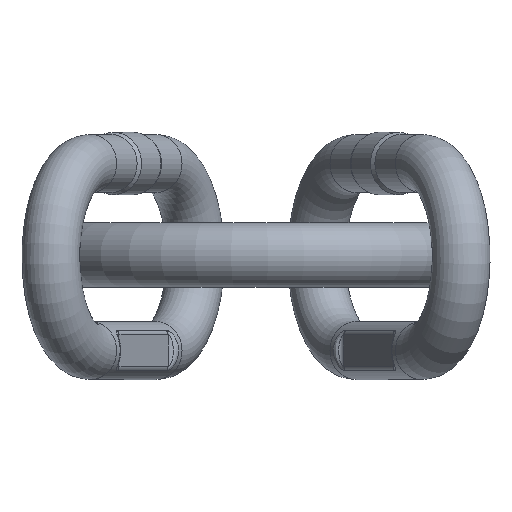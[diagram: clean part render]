
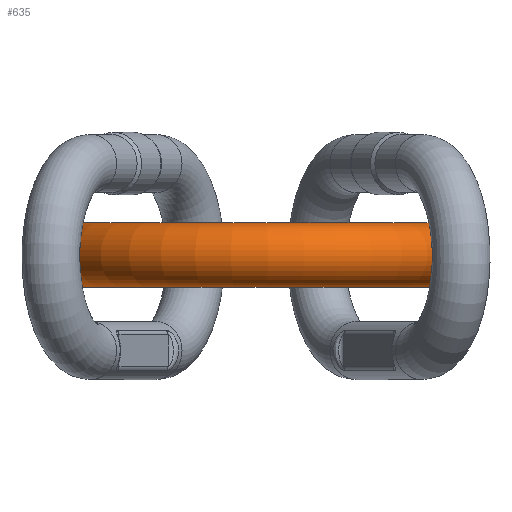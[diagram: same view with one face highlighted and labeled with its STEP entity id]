
A CAD part, front view. The second image highlights one B-rep face of the part: STEP entity #635.
In plain terms, the highlighted toroidal (fillet/blend) face has major radius 30 mm and minor radius 5 mm.
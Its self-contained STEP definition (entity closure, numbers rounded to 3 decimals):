
#431=TOROIDAL_SURFACE('',#4655,30.,5.);
#493=CIRCLE('',#4647,5.);
#494=CIRCLE('',#4649,5.);
#635=ADVANCED_FACE('',(#1352,#1353),#431,.T.);
#1352=FACE_BOUND('',#1512,.T.);
#1353=FACE_BOUND('',#1513,.T.);
#1512=EDGE_LOOP('',(#2154));
#1513=EDGE_LOOP('',(#2155));
#2154=ORIENTED_EDGE('',*,*,#3637,.T.);
#2155=ORIENTED_EDGE('',*,*,#3638,.F.);
#3175=VERTEX_POINT('',#7783);
#3176=VERTEX_POINT('',#7786);
#3637=EDGE_CURVE('',#3175,#3175,#493,.T.);
#3638=EDGE_CURVE('',#3176,#3176,#494,.T.);
#4647=AXIS2_PLACEMENT_3D('',#7782,#5106,#5107);
#4649=AXIS2_PLACEMENT_3D('',#7785,#5110,#5111);
#4655=AXIS2_PLACEMENT_3D('',#7795,#5122,#5123);
#5106=DIRECTION('',(0.,-1.,0.));
#5107=DIRECTION('',(1.,0.,0.));
#5110=DIRECTION('',(0.,1.,0.));
#5111=DIRECTION('',(-1.,0.,0.));
#5122=DIRECTION('',(0.,0.,1.));
#5123=DIRECTION('',(1.,0.,0.));
#7782=CARTESIAN_POINT('',(-30.,-15.,0.));
#7783=CARTESIAN_POINT('',(-25.,-15.,0.));
#7785=CARTESIAN_POINT('',(30.,-15.,0.));
#7786=CARTESIAN_POINT('',(25.,-15.,0.));
#7795=CARTESIAN_POINT('',(0.,-15.,0.));
